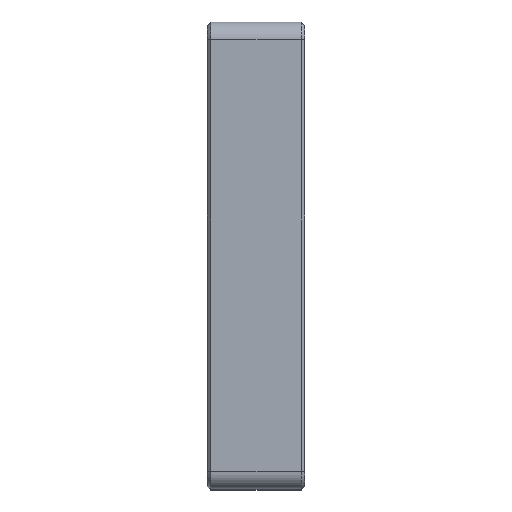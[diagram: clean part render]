
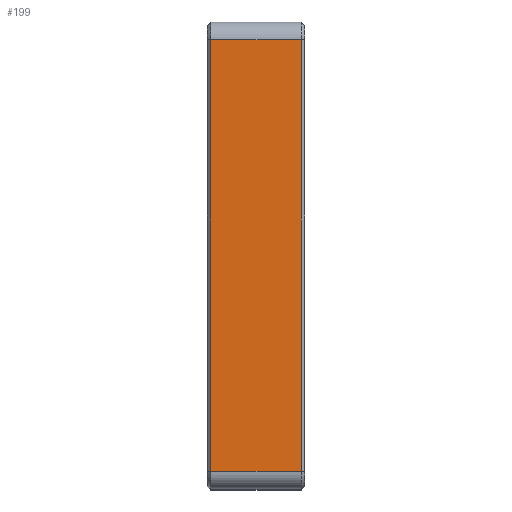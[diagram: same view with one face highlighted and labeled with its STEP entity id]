
A CAD part, top view. The second image highlights one B-rep face of the part: STEP entity #199.
In plain terms, the highlighted planar face has unit normal (0, 0, 1).
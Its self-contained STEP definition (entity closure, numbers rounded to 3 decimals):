
#82=FACE_OUTER_BOUND('',#792,.T.);
#199=ADVANCED_FACE('',(#82),#323,.F.);
#323=PLANE('',#2008);
#396=LINE('',#2946,#538);
#397=LINE('',#2949,#539);
#398=LINE('',#2951,#540);
#399=LINE('',#2953,#541);
#538=VECTOR('',#2322,1.);
#539=VECTOR('',#2323,1.);
#540=VECTOR('',#2324,1.);
#541=VECTOR('',#2325,1.);
#792=EDGE_LOOP('',(#1026,#1027,#1028,#1029));
#1026=ORIENTED_EDGE('',*,*,#1680,.T.);
#1027=ORIENTED_EDGE('',*,*,#1681,.T.);
#1028=ORIENTED_EDGE('',*,*,#1682,.T.);
#1029=ORIENTED_EDGE('',*,*,#1683,.T.);
#1518=VERTEX_POINT('',#2947);
#1519=VERTEX_POINT('',#2948);
#1520=VERTEX_POINT('',#2950);
#1521=VERTEX_POINT('',#2952);
#1680=EDGE_CURVE('',#1518,#1519,#396,.T.);
#1681=EDGE_CURVE('',#1519,#1520,#397,.T.);
#1682=EDGE_CURVE('',#1520,#1521,#398,.T.);
#1683=EDGE_CURVE('',#1521,#1518,#399,.T.);
#2008=AXIS2_PLACEMENT_3D('',#2954,#2326,#2327);
#2322=DIRECTION('',(-1.,0.,0.));
#2323=DIRECTION('',(0.,-1.,0.));
#2324=DIRECTION('',(1.,0.,0.));
#2325=DIRECTION('',(0.,1.,0.));
#2326=DIRECTION('',(0.,0.,-1.));
#2327=DIRECTION('',(0.,1.,0.));
#2946=CARTESIAN_POINT('',(5.5,12.2,14.));
#2947=CARTESIAN_POINT('',(5.3,12.2,14.));
#2948=CARTESIAN_POINT('',(0.2,12.2,14.));
#2949=CARTESIAN_POINT('',(0.2,13.2,14.));
#2950=CARTESIAN_POINT('',(0.2,-12.2,14.));
#2951=CARTESIAN_POINT('',(5.5,-12.2,14.));
#2952=CARTESIAN_POINT('',(5.3,-12.2,14.));
#2953=CARTESIAN_POINT('',(5.3,12.2,14.));
#2954=CARTESIAN_POINT('',(5.5,13.2,14.));
